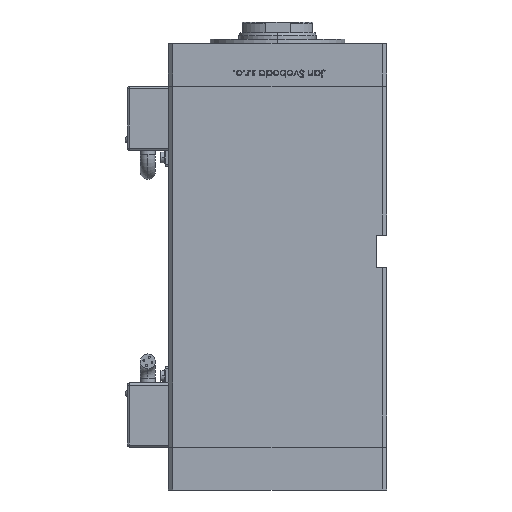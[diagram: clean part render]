
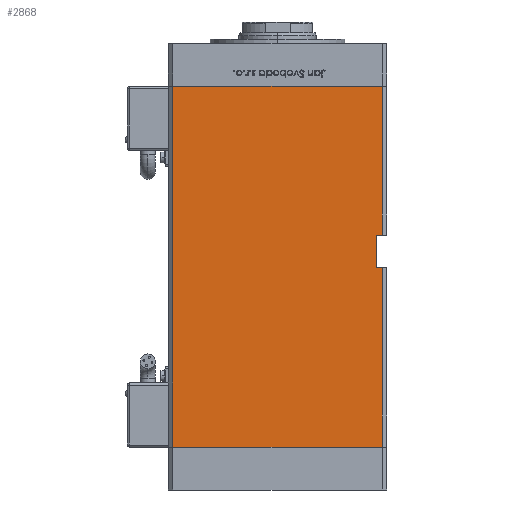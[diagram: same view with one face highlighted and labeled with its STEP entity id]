
A CAD part, left-side view. The second image highlights one B-rep face of the part: STEP entity #2868.
In plain terms, the highlighted planar face has unit normal (-1, 0, 0).
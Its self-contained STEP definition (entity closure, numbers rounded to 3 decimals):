
#516 = DIRECTION ( 'NONE',  ( 0., 0., -1. ) ) ;
#691 = ORIENTED_EDGE ( 'NONE', *, *, #55512, .F. ) ;
#1664 = DIRECTION ( 'NONE',  ( 0., 0., -1. ) ) ;
#2365 = CARTESIAN_POINT ( 'NONE',  ( -60., 49., 168.5 ) ) ;
#2648 = DIRECTION ( 'NONE',  ( 0., -1., 0. ) ) ;
#2868 = ADVANCED_FACE ( 'NONE', ( #46822 ), #41023, .F. ) ;
#3242 = ORIENTED_EDGE ( 'NONE', *, *, #53680, .F. ) ;
#3810 = CARTESIAN_POINT ( 'NONE',  ( -60., 49., 0. ) ) ;
#4271 = CARTESIAN_POINT ( 'NONE',  ( -60., -49., 0. ) ) ;
#5737 = LINE ( 'NONE', #19533, #16205 ) ;
#7157 = VERTEX_POINT ( 'NONE', #4271 ) ;
#7279 = LINE ( 'NONE', #10964, #47644 ) ;
#8418 = VECTOR ( 'NONE', #28725, 1000. ) ;
#9732 = VERTEX_POINT ( 'NONE', #32469 ) ;
#10100 = EDGE_CURVE ( 'NONE', #36004, #47672, #45641, .T. ) ;
#10964 = CARTESIAN_POINT ( 'NONE',  ( -60., -46., 99. ) ) ;
#14246 = EDGE_CURVE ( 'NONE', #47672, #7157, #54382, .T. ) ;
#14691 = LINE ( 'NONE', #53870, #35924 ) ;
#14965 = DIRECTION ( 'NONE',  ( 0., 0., -1. ) ) ;
#16205 = VECTOR ( 'NONE', #22951, 1000. ) ;
#17001 = EDGE_CURVE ( 'NONE', #9732, #36884, #54804, .T. ) ;
#17081 = CARTESIAN_POINT ( 'NONE',  ( -60., -49., 99. ) ) ;
#17682 = ORIENTED_EDGE ( 'NONE', *, *, #52397, .F. ) ;
#18286 = LINE ( 'NONE', #51833, #47591 ) ;
#19533 = CARTESIAN_POINT ( 'NONE',  ( -60., 49., 168.5 ) ) ;
#19758 = VECTOR ( 'NONE', #55468, 1000. ) ;
#20278 = ORIENTED_EDGE ( 'NONE', *, *, #43157, .F. ) ;
#20360 = ORIENTED_EDGE ( 'NONE', *, *, #10100, .T. ) ;
#22951 = DIRECTION ( 'NONE',  ( 0., -1., 0. ) ) ;
#24112 = VERTEX_POINT ( 'NONE', #27417 ) ;
#24773 = CARTESIAN_POINT ( 'NONE',  ( -60., 49., 168.5 ) ) ;
#27417 = CARTESIAN_POINT ( 'NONE',  ( -60., -49., 168.5 ) ) ;
#27931 = VERTEX_POINT ( 'NONE', #41982 ) ;
#28651 = ORIENTED_EDGE ( 'NONE', *, *, #53621, .F. ) ;
#28725 = DIRECTION ( 'NONE',  ( 0., -1., 0. ) ) ;
#28896 = AXIS2_PLACEMENT_3D ( 'NONE', #2365, #51035, #49459 ) ;
#30130 = VECTOR ( 'NONE', #2648, 1000. ) ;
#32469 = CARTESIAN_POINT ( 'NONE',  ( -60., -46., 99. ) ) ;
#33403 = CARTESIAN_POINT ( 'NONE',  ( -60., -46., 99. ) ) ;
#35193 = CARTESIAN_POINT ( 'NONE',  ( -60., -49., 84. ) ) ;
#35924 = VECTOR ( 'NONE', #14965, 1000. ) ;
#36004 = VERTEX_POINT ( 'NONE', #50061 ) ;
#36578 = ORIENTED_EDGE ( 'NONE', *, *, #14246, .T. ) ;
#36884 = VERTEX_POINT ( 'NONE', #17081 ) ;
#37204 = CARTESIAN_POINT ( 'NONE',  ( -60., 49., 0. ) ) ;
#38903 = VECTOR ( 'NONE', #51228, 1000. ) ;
#40223 = VERTEX_POINT ( 'NONE', #35193 ) ;
#41023 = PLANE ( 'NONE',  #28896 ) ;
#41696 = CARTESIAN_POINT ( 'NONE',  ( -60., -46., 84. ) ) ;
#41982 = CARTESIAN_POINT ( 'NONE',  ( -60., -46., 84. ) ) ;
#43157 = EDGE_CURVE ( 'NONE', #40223, #7157, #18286, .T. ) ;
#45641 = LINE ( 'NONE', #24773, #38903 ) ;
#46822 = FACE_OUTER_BOUND ( 'NONE', #52896, .T. ) ;
#47591 = VECTOR ( 'NONE', #516, 1000. ) ;
#47644 = VECTOR ( 'NONE', #1664, 1000. ) ;
#47672 = VERTEX_POINT ( 'NONE', #3810 ) ;
#49459 = DIRECTION ( 'NONE',  ( 0., 1., 0. ) ) ;
#50061 = CARTESIAN_POINT ( 'NONE',  ( -60., 49., 168.5 ) ) ;
#51035 = DIRECTION ( 'NONE',  ( 1., 0., 0. ) ) ;
#51228 = DIRECTION ( 'NONE',  ( 0., 0., -1. ) ) ;
#51833 = CARTESIAN_POINT ( 'NONE',  ( -60., -49., 168.5 ) ) ;
#52397 = EDGE_CURVE ( 'NONE', #24112, #36884, #14691, .T. ) ;
#52535 = ORIENTED_EDGE ( 'NONE', *, *, #17001, .T. ) ;
#52896 = EDGE_LOOP ( 'NONE', ( #20278, #3242, #28651, #52535, #17682, #691, #20360, #36578 ) ) ;
#53621 = EDGE_CURVE ( 'NONE', #9732, #27931, #7279, .T. ) ;
#53680 = EDGE_CURVE ( 'NONE', #27931, #40223, #55203, .T. ) ;
#53870 = CARTESIAN_POINT ( 'NONE',  ( -60., -49., 168.5 ) ) ;
#54382 = LINE ( 'NONE', #37204, #8418 ) ;
#54804 = LINE ( 'NONE', #33403, #30130 ) ;
#55203 = LINE ( 'NONE', #41696, #19758 ) ;
#55468 = DIRECTION ( 'NONE',  ( 0., -1., 0. ) ) ;
#55512 = EDGE_CURVE ( 'NONE', #36004, #24112, #5737, .T. ) ;
